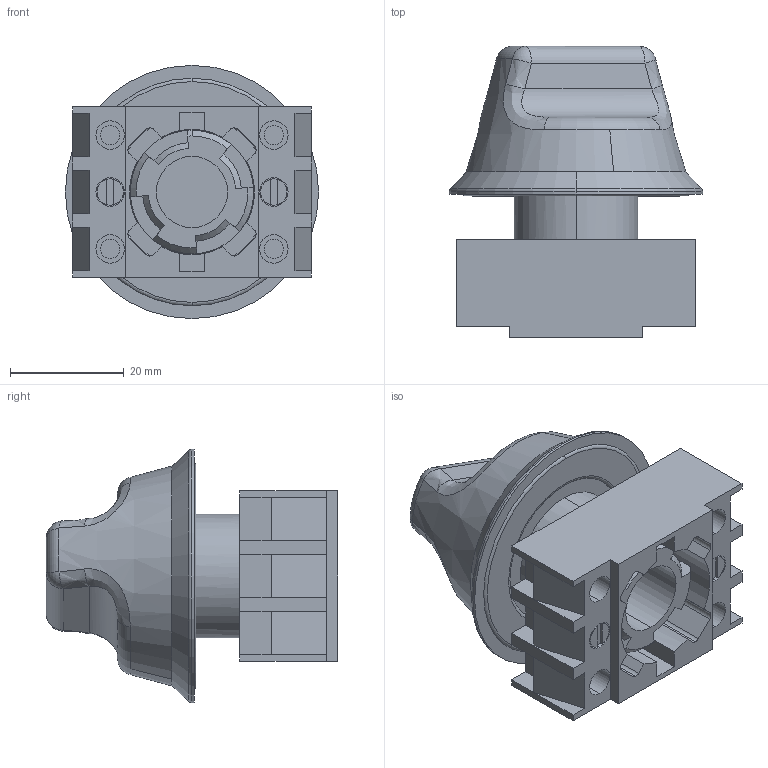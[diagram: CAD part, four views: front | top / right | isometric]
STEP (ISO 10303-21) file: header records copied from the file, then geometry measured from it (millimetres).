
FILE_DESCRIPTION (( 'STEP AP214' ), '1' );
FILE_NAME ('NWS21GR.STEP', '2016-10-18T18:13:33', ( '' ), ( '' ), 'SwSTEP 2.0', 'SolidWorks 2016', '' );
FILE_SCHEMA (( 'AUTOMOTIVE_DESIGN' ));
Length unit declared in the file: millimetre
Products named in the file (1): NWS21GR
Bounding box: 44.5 x 51.2 x 44.5 mm (x, y, z)
Volume: 35026.8 mm3; surface area: 19099.3 mm2
Topology: 7 solids, 7 shells, 236 faces, 591 edges, 373 vertices
Faces by surface type: plane 134, cylinder 67, cone 13, torus 10, bspline 8, sphere 4
Entity records: 7676 total; most frequent: CARTESIAN_POINT 1833, DIRECTION 1223, ORIENTED_EDGE 1174, EDGE_CURVE 587, AXIS2_PLACEMENT_3D 439, VERTEX_POINT 373, VECTOR 345, LINE 345
